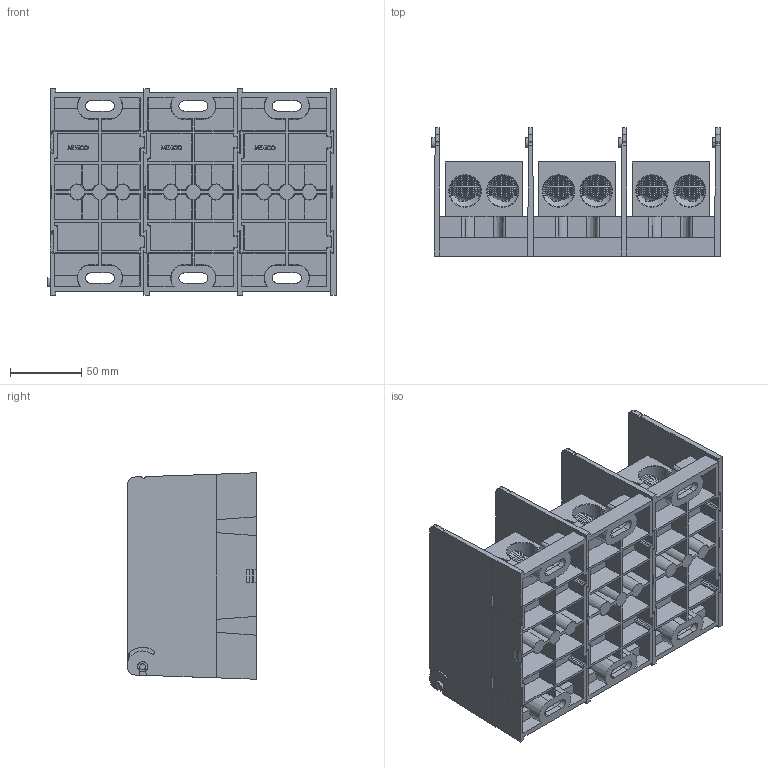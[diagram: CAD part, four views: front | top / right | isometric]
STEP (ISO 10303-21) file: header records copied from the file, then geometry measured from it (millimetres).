
FILE_DESCRIPTION (( 'STEP AP214' ), '1' );
FILE_NAME ('701941_3p_rev-.STEP', '2013-08-27T15:46:19', ( '' ), ( '' ), 'SwSTEP 2.0', 'SolidWorks 2013', '' );
FILE_SCHEMA (( 'AUTOMOTIVE_DESIGN' ));
Length unit declared in the file: inch
Products named in the file (1): 701941_3p_rev-
Bounding box: 202.31 x 90.17 x 144.78 mm (x, y, z)
Volume: 782512 mm3; surface area: 402376.6 mm2
Topology: 25 solids, 25 shells, 2713 faces, 6733 edges, 4172 vertices
Faces by surface type: cone 1002, plane 937, cylinder 651, bspline 63, torus 36, sphere 24
Entity records: 129396 total; most frequent: CARTESIAN_POINT 32024, ORIENTED_EDGE 13466, DIRECTION 12251, EDGE_CURVE 6733, AXIS2_PLACEMENT_3D 4221, VERTEX_POINT 4172, VECTOR 3809, LINE 3809
